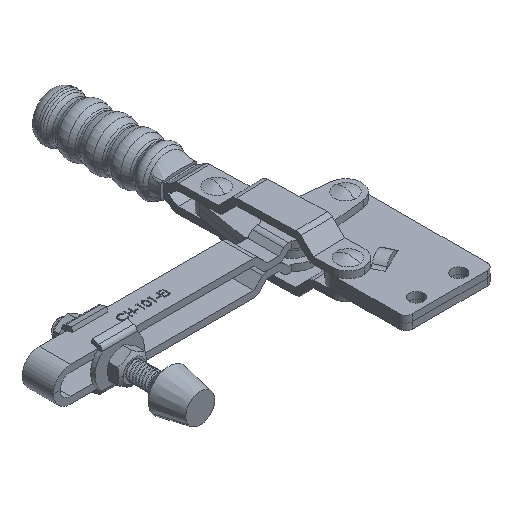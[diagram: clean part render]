
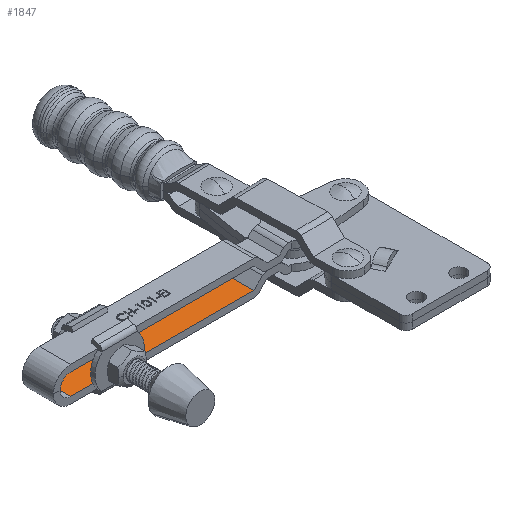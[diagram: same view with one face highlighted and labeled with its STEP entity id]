
A CAD part, isometric view. The second image highlights one B-rep face of the part: STEP entity #1847.
In plain terms, the highlighted face is planar.
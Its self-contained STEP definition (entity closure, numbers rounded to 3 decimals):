
#53 = CARTESIAN_POINT ( 'NONE',  ( -137.198, 10.702, 17. ) ) ;
#854 = LINE ( 'NONE', #28063, #6944 ) ;
#1090 = DIRECTION ( 'NONE',  ( 0., 0., -1. ) ) ;
#1202 = CARTESIAN_POINT ( 'NONE',  ( -137.198, 10.702, 20. ) ) ;
#1334 = EDGE_CURVE ( 'NONE', #1890, #6587, #854, .T. ) ;
#1847 = ADVANCED_FACE ( 'NONE', ( #13208 ), #31456, .F. ) ;
#1890 = VERTEX_POINT ( 'NONE', #10888 ) ;
#2723 = VECTOR ( 'NONE', #22975, 1000. ) ;
#3765 = ORIENTED_EDGE ( 'NONE', *, *, #11266, .T. ) ;
#5001 = VECTOR ( 'NONE', #20634, 1000. ) ;
#6587 = VERTEX_POINT ( 'NONE', #12991 ) ;
#6944 = VECTOR ( 'NONE', #7045, 1000. ) ;
#7045 = DIRECTION ( 'NONE',  ( 0., 0., -1. ) ) ;
#9872 = LINE ( 'NONE', #1202, #10701 ) ;
#10096 = EDGE_LOOP ( 'NONE', ( #3765, #27142, #19593, #29991 ) ) ;
#10467 = LINE ( 'NONE', #12531, #2723 ) ;
#10701 = VECTOR ( 'NONE', #1090, 1000. ) ;
#10888 = CARTESIAN_POINT ( 'NONE',  ( -55.198, 10.702, 17. ) ) ;
#11266 = EDGE_CURVE ( 'NONE', #14653, #16697, #9872, .T. ) ;
#12531 = CARTESIAN_POINT ( 'NONE',  ( -55.198, 10.702, 3. ) ) ;
#12758 = LINE ( 'NONE', #18032, #5001 ) ;
#12991 = CARTESIAN_POINT ( 'NONE',  ( -55.198, 10.702, 3. ) ) ;
#13208 = FACE_OUTER_BOUND ( 'NONE', #10096, .T. ) ;
#14653 = VERTEX_POINT ( 'NONE', #53 ) ;
#16697 = VERTEX_POINT ( 'NONE', #24167 ) ;
#18032 = CARTESIAN_POINT ( 'NONE',  ( -55.198, 10.702, 17. ) ) ;
#18471 = EDGE_CURVE ( 'NONE', #6587, #16697, #10467, .T. ) ;
#19593 = ORIENTED_EDGE ( 'NONE', *, *, #1334, .F. ) ;
#20634 = DIRECTION ( 'NONE',  ( 1., 0., 0. ) ) ;
#22975 = DIRECTION ( 'NONE',  ( -1., 0., 0. ) ) ;
#24167 = CARTESIAN_POINT ( 'NONE',  ( -137.198, 10.702, 3. ) ) ;
#24301 = AXIS2_PLACEMENT_3D ( 'NONE', #30999, #33475, #30892 ) ;
#27142 = ORIENTED_EDGE ( 'NONE', *, *, #18471, .F. ) ;
#28063 = CARTESIAN_POINT ( 'NONE',  ( -55.198, 10.702, 20. ) ) ;
#29991 = ORIENTED_EDGE ( 'NONE', *, *, #30917, .F. ) ;
#30892 = DIRECTION ( 'NONE',  ( 1., 0., 0. ) ) ;
#30917 = EDGE_CURVE ( 'NONE', #14653, #1890, #12758, .T. ) ;
#30999 = CARTESIAN_POINT ( 'NONE',  ( -55.198, 10.702, 20. ) ) ;
#31456 = PLANE ( 'NONE',  #24301 ) ;
#33475 = DIRECTION ( 'NONE',  ( 0., 1., 0. ) ) ;
